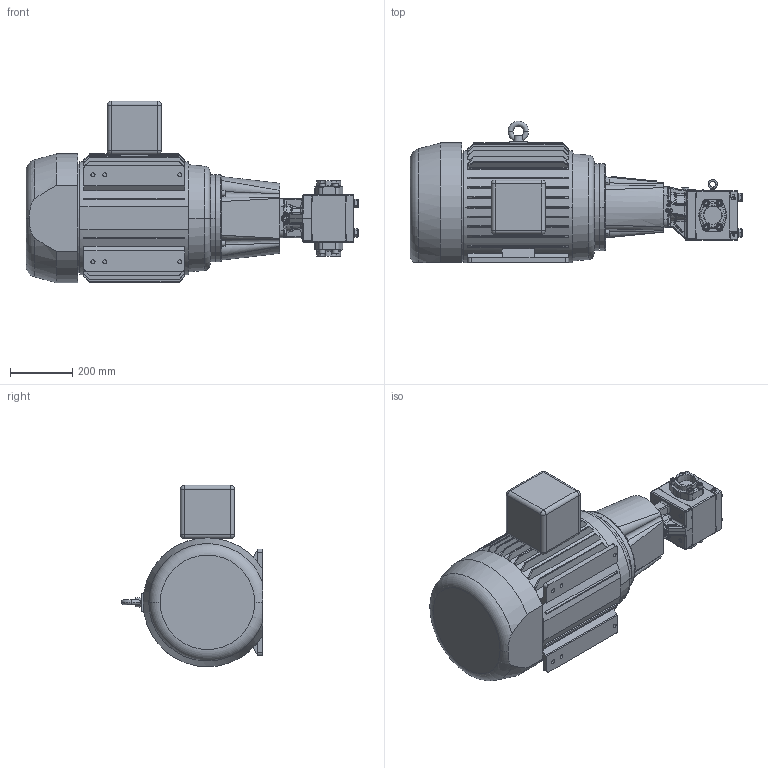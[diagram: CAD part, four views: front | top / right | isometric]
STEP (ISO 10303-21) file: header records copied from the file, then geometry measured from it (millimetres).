
FILE_DESCRIPTION (( 'STEP AP214' ), '1' );
FILE_NAME ('GPV-1009-032-U.STEP', '2021-08-18T16:42:15', ( '' ), ( '' ), 'SwSTEP 2.0', 'SolidWorks 2020', '' );
FILE_SCHEMA (( 'AUTOMOTIVE_DESIGN' ));
Length unit declared in the file: inch
Products named in the file (1): GPV-1009-032-U
Bounding box: 1066.86 x 454.94 x 583.44 mm (x, y, z)
Volume: 85244074.1 mm3; surface area: 2063222.1 mm2
Topology: 1 solids, 1 shells, 3340 faces, 8741 edges, 5642 vertices
Faces by surface type: plane 1863, bspline 836, cylinder 334, cone 235, sphere 40, torus 32
Entity records: 148891 total; most frequent: CARTESIAN_POINT 50607, ORIENTED_EDGE 17434, DIRECTION 12580, EDGE_CURVE 8717, VERTEX_POINT 5642, VECTOR 5532, LINE 5532, EDGE_LOOP 3627
